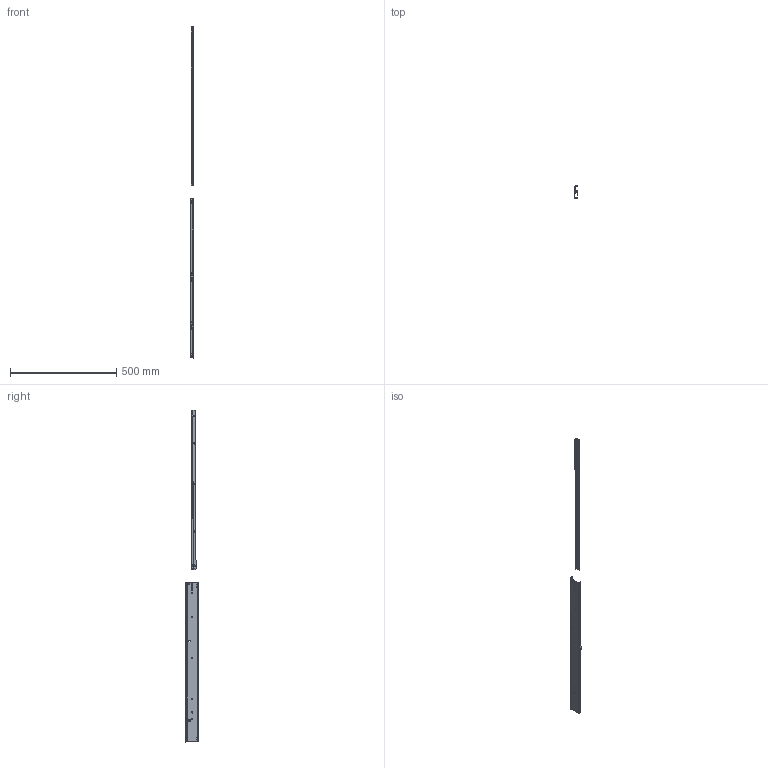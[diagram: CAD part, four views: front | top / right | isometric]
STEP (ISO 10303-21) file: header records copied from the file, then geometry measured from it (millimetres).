
FILE_DESCRIPTION (( 'STEP AP214' ), '1' );
FILE_NAME ('FR_790_SCC_OE.0750mm_30inch_open_left.STEP', '2022-11-17T14:12:03', ( '' ), ( '' ), 'SwSTEP 2.0', 'SolidWorks 2020', '' );
FILE_SCHEMA (( 'AUTOMOTIVE_DESIGN' ));
Length unit declared in the file: millimetre
Products named in the file (5): 785.XXX-03.S045_NL 750; 785.XXX-01.0000_NL 750; FR_790_SCC_OE.0750mm_30inch_open_left
Assembly tree (4 placements, depth 3):
  FR_790_SCC_OE.0750mm_30inch_open_left
    785.XXX-01.0000_NL 750
      785.XXX-01.0000_NL 750
    785.XXX-03.S045_NL 750
      785.XXX-03.S045_NL 750
Bounding box: 18 x 62.5 x 1559.99 mm (x, y, z)
Volume: 135363.5 mm3; surface area: 186700.1 mm2
Topology: 2 solids, 2 shells, 472 faces, 1187 edges, 711 vertices
Faces by surface type: cylinder 183, plane 157, bspline 89, cone 38, sphere 5
Entity records: 15739 total; most frequent: CARTESIAN_POINT 5008, ORIENTED_EDGE 2358, DIRECTION 2063, EDGE_CURVE 1179, AXIS2_PLACEMENT_3D 732, VERTEX_POINT 711, VECTOR 599, LINE 599
